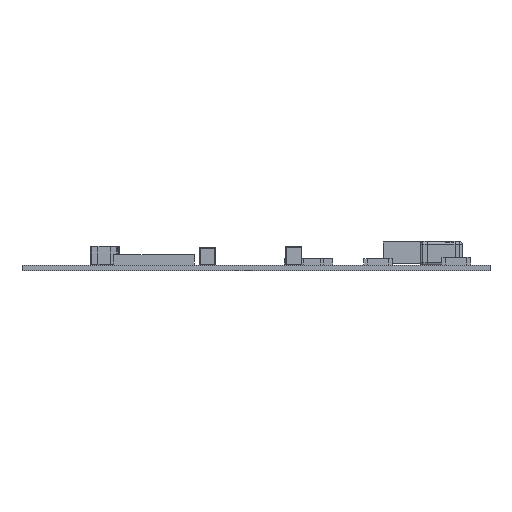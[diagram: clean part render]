
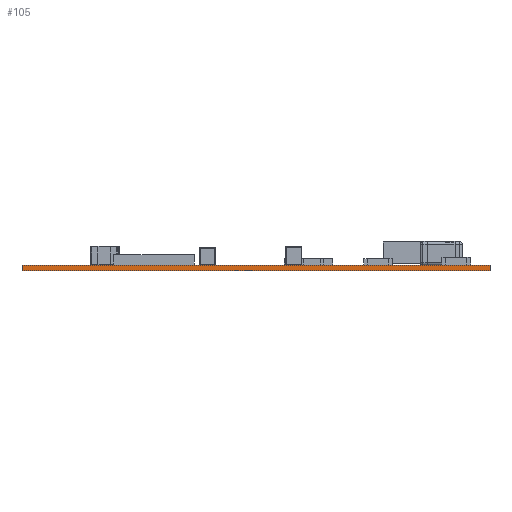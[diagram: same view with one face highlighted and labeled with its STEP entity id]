
A CAD part, front view. The second image highlights one B-rep face of the part: STEP entity #105.
In plain terms, the highlighted planar face has unit normal (0, -1, 0).
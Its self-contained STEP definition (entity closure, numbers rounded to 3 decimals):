
#105 = ADVANCED_FACE('',(#106),#140,.F.);
#106 = FACE_BOUND('',#107,.F.);
#107 = EDGE_LOOP('',(#108,#118,#126,#134));
#108 = ORIENTED_EDGE('',*,*,#109,.T.);
#109 = EDGE_CURVE('',#110,#112,#114,.T.);
#110 = VERTEX_POINT('',#111);
#111 = CARTESIAN_POINT('',(25.4,63.5,0.));
#112 = VERTEX_POINT('',#113);
#113 = CARTESIAN_POINT('',(25.4,63.5,0.411));
#114 = LINE('',#115,#116);
#115 = CARTESIAN_POINT('',(25.4,63.5,0.));
#116 = VECTOR('',#117,1.);
#117 = DIRECTION('',(0.,0.,1.));
#118 = ORIENTED_EDGE('',*,*,#119,.T.);
#119 = EDGE_CURVE('',#112,#120,#122,.T.);
#120 = VERTEX_POINT('',#121);
#121 = CARTESIAN_POINT('',(60.96,63.5,0.411));
#122 = LINE('',#123,#124);
#123 = CARTESIAN_POINT('',(25.4,63.5,0.411));
#124 = VECTOR('',#125,1.);
#125 = DIRECTION('',(1.,0.,0.));
#126 = ORIENTED_EDGE('',*,*,#127,.F.);
#127 = EDGE_CURVE('',#128,#120,#130,.T.);
#128 = VERTEX_POINT('',#129);
#129 = CARTESIAN_POINT('',(60.96,63.5,0.));
#130 = LINE('',#131,#132);
#131 = CARTESIAN_POINT('',(60.96,63.5,0.));
#132 = VECTOR('',#133,1.);
#133 = DIRECTION('',(0.,0.,1.));
#134 = ORIENTED_EDGE('',*,*,#135,.F.);
#135 = EDGE_CURVE('',#110,#128,#136,.T.);
#136 = LINE('',#137,#138);
#137 = CARTESIAN_POINT('',(25.4,63.5,0.));
#138 = VECTOR('',#139,1.);
#139 = DIRECTION('',(1.,0.,0.));
#140 = PLANE('',#141);
#141 = AXIS2_PLACEMENT_3D('',#142,#143,#144);
#142 = CARTESIAN_POINT('',(25.4,63.5,0.));
#143 = DIRECTION('',(0.,1.,0.));
#144 = DIRECTION('',(1.,0.,0.));
